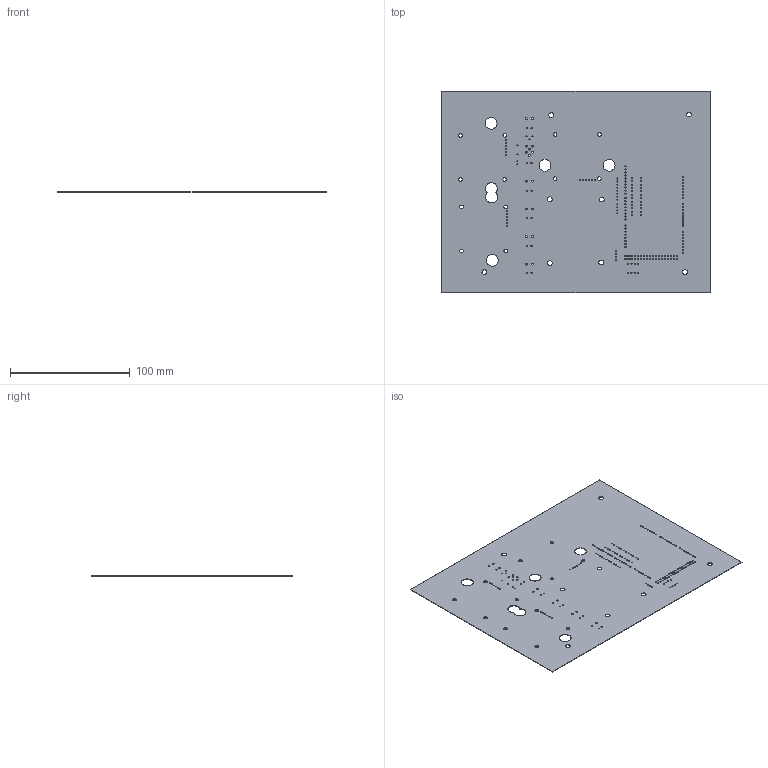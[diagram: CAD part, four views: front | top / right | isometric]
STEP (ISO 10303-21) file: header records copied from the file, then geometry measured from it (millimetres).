
FILE_DESCRIPTION(('Open CASCADE Model'),'2;1');
FILE_NAME('Open CASCADE Shape Model','2022-03-19T17:09:47',('Author'),( 'Open CASCADE'),'Open CASCADE STEP processor 6.8','Open CASCADE 6.8' ,'Unknown');
FILE_SCHEMA(('AUTOMOTIVE_DESIGN_CC2 { 1 2 10303 214 -1 1 5 4 }'));
Length unit declared in the file: millimetre
Products named in the file (3): PCB; BoardPCB_carte_alimentation_2022-03-19; Open CASCADE STEP translator 6.8 1.1.1
Assembly tree (2 placements, depth 3):
  PCB
    BoardPCB_carte_alimentation_2022-03-19
      Open CASCADE STEP translator 6.8 1.1.1
Bounding box: 224.3 x 168.27 x 0.41 mm (x, y, z)
Volume: 15205.1 mm3; surface area: 74628.6 mm2
Topology: 1 solids, 1 shells, 306 faces, 912 edges, 608 vertices
Faces by surface type: cylinder 210, plane 96
Full cylindrical faces by diameter (mm): 0.8 x2, 0.889 x16, 0.899 x34, 0.914 x22, 1 x12, 1.016 x84, 1.4 x16, 3 x12, 4 x8, 10 x4
Entity records: 23237 total; most frequent: DIRECTION 3774, CARTESIAN_POINT 3653, LINE 1896, VECTOR 1896, ORIENTED_EDGE 1824, PCURVE 1824, DEFINITIONAL_REPRESENTATION 1824, EDGE_CURVE 912
